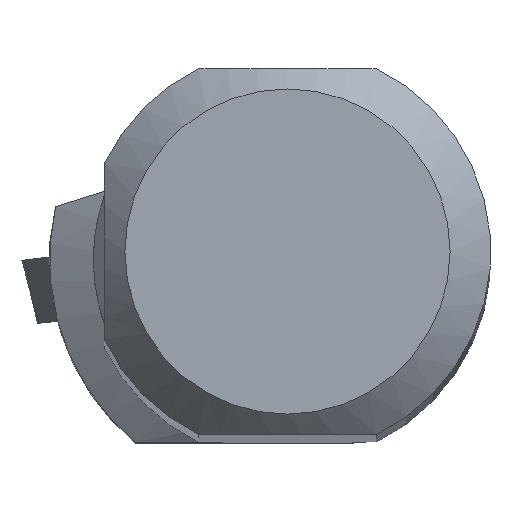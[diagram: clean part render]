
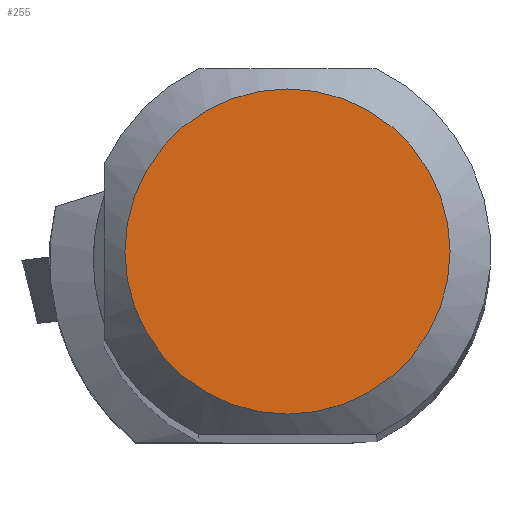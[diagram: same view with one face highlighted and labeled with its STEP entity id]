
A CAD part, top view. The second image highlights one B-rep face of the part: STEP entity #255.
In plain terms, the highlighted planar face has unit normal (0, 0, 1).
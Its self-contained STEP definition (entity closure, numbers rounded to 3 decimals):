
#255=ADVANCED_FACE('',(#352),#293,.F.);
#293=PLANE('',#1377);
#352=FACE_OUTER_BOUND('',#425,.T.);
#425=EDGE_LOOP('',(#741));
#480=CIRCLE('',#1374,4.);
#741=ORIENTED_EDGE('',*,*,#1071,.T.);
#917=VERTEX_POINT('',#2112);
#1071=EDGE_CURVE('',#917,#917,#480,.T.);
#1374=AXIS2_PLACEMENT_3D('',#2111,#1676,#1677);
#1377=AXIS2_PLACEMENT_3D('',#2128,#1682,#1683);
#1676=DIRECTION('',(0.,0.,1.));
#1677=DIRECTION('',(0.,1.,0.));
#1682=DIRECTION('',(0.,0.,-1.));
#1683=DIRECTION('',(0.,1.,0.));
#2111=CARTESIAN_POINT('',(0.,0.,0.));
#2112=CARTESIAN_POINT('',(0.,4.,0.));
#2128=CARTESIAN_POINT('',(0.,0.,0.));
